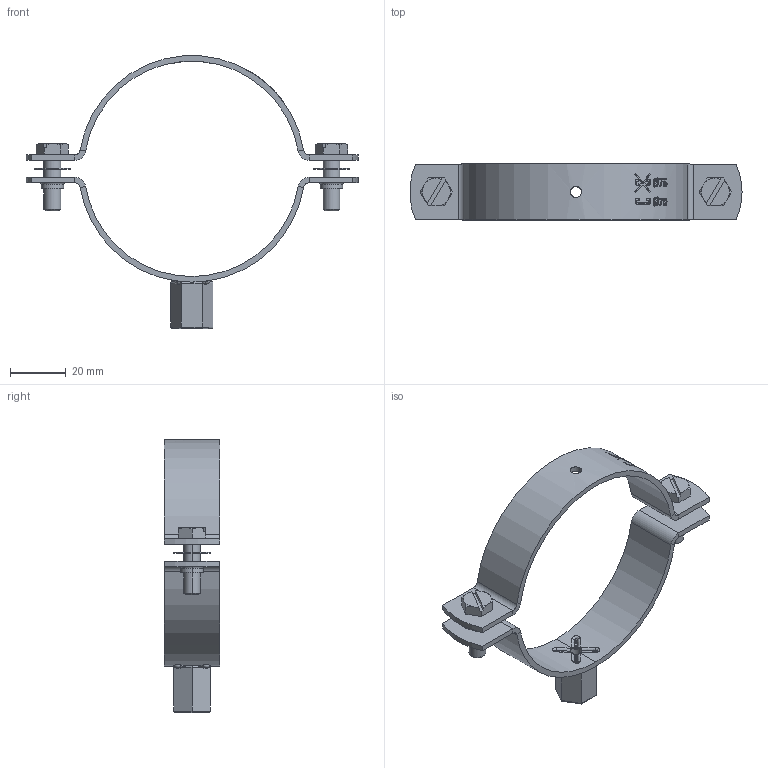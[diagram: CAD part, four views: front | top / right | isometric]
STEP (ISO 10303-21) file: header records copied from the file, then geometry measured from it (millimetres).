
FILE_DESCRIPTION (( 'STEP AP214' ), '1' );
FILE_NAME ('30179075.STEP', '2022-10-27T06:51:06', ( '' ), ( '' ), 'SwSTEP 2.0', 'SolidWorks 2021', '' );
FILE_SCHEMA (( 'AUTOMOTIVE_DESIGN' ));
Length unit declared in the file: millimetre
Products named in the file (7): 9519002599; 30179075; 8020130075; Clamp^8110130075; 9541506020; 8110130075; 9735013060
Assembly tree (8 placements, depth 3):
  30179075
    8110130075
      Clamp^8110130075
      9519002599
    8020130075
    9541506020  x2
    9735013060  x2
Bounding box: 118.68 x 20 x 97.59 mm (x, y, z)
Volume: 15476 mm3; surface area: 16872 mm2
Topology: 7 solids, 7 shells, 446 faces, 1144 edges, 728 vertices
Faces by surface type: bspline 154, plane 143, cylinder 107, cone 30, torus 12
Entity records: 22884 total; most frequent: CARTESIAN_POINT 14298, ORIENTED_EDGE 2034, DIRECTION 1200, EDGE_CURVE 1017, VERTEX_POINT 647, B_SPLINE_CURVE_WITH_KNOTS 522, AXIS2_PLACEMENT_3D 465, EDGE_LOOP 424
